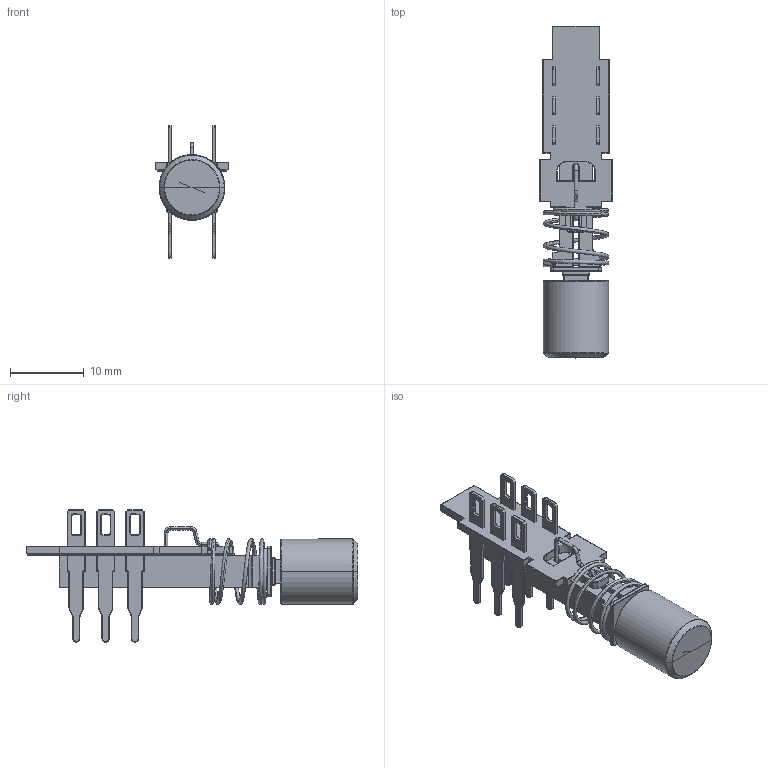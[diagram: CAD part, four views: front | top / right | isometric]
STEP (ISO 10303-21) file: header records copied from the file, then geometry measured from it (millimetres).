
FILE_DESCRIPTION(('FreeCAD Model'),'2;1');
FILE_NAME('Open CASCADE Shape Model','2021-03-26T13:53:05',('Author'),( ''),'Open CASCADE STEP processor 7.5','FreeCAD','Unknown');
FILE_SCHEMA(('AUTOMOTIVE_DESIGN { 1 0 10303 214 1 1 1 1 }'));
Length unit declared in the file: millimetre
Products named in the file (12): Unnamed; Solid001; Solid002; Solid003; Solid004; Solid005; Solid006; Solid007; Solid008; Solid009; Solid010; Solid011
Assembly tree (11 placements, depth 2):
  Unnamed
    Solid001
    Solid002
    Solid003
    Solid004
    Solid005
    Solid006
    Solid007
    Solid008
    Solid009
    Solid010
    Solid011
Bounding box: 9.8 x 45.16 x 18 mm (x, y, z)
Volume: 1460.9 mm3; surface area: 2975 mm2
Topology: 11 solids, 11 shells, 998 faces, 2210 edges, 1226 vertices
Faces by surface type: bspline 796, plane 202
Entity records: 32913 total; most frequent: CARTESIAN_POINT 19599, ORIENTED_EDGE 4400, EDGE_CURVE 2200, B_SPLINE_CURVE_WITH_KNOTS 1276, VERTEX_POINT 1226, FACE_BOUND 1018, EDGE_LOOP 1018, ADVANCED_FACE 998
